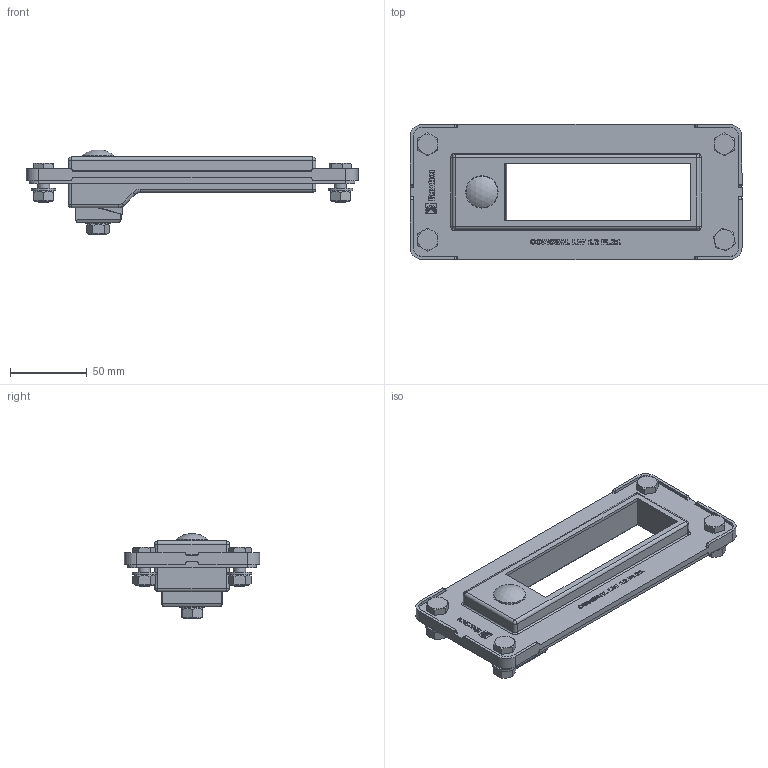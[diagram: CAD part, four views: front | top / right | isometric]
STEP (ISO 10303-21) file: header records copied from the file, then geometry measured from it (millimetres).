
FILE_DESCRIPTION((''),'2;1');
FILE_NAME('Comseal 12 LW FL21.stp','2012-09-19T11:03:08',('se-jenboh'),(''),'Autodesk Inventor 2012','Autodesk Inventor 2012','');
FILE_SCHEMA(('AUTOMOTIVE_DESIGN { 1 0 10303 214 1 1 1 1 }'));
Length unit declared in the file: millimetre
Products named in the file (11): 100-015390; 100-009577; 100-003452; 100-003449; 100-008346; 100-001217; 100-004657; 100-004658; 100-003447; 100-003456; 100-003454
Assembly tree (24 placements, depth 2):
  100-015390
    100-009577
    100-003452
    100-003449
    100-008346
    100-001217
    100-004657  x5
    100-004658  x5
    100-003447
    100-003456  x4
    100-003454  x4
Bounding box: 216 x 88 x 55.11 mm (x, y, z)
Volume: 166487.7 mm3; surface area: 88769.8 mm2
Topology: 24 solids, 24 shells, 1825 faces, 4846 edges, 3190 vertices
Faces by surface type: plane 1316, cylinder 233, bspline 172, cone 69, torus 26, sphere 9
Full cylindrical faces by diameter (mm): 0.4 x4, 4.2 x1, 6.647 x5, 7 x4, 7.6 x1, 8 x5, 8.4 x5, 8.5 x4, 10 x1, 11 x1, 11.63 x4, 16 x6, 20.65 x1, 21 x1
Entity records: 53905 total; most frequent: CARTESIAN_POINT 11775, ORIENTED_EDGE 9032, DIRECTION 7792, EDGE_CURVE 4516, VECTOR 3644, LINE 3644, VERTEX_POINT 3017, AXIS2_PLACEMENT_3D 2074
